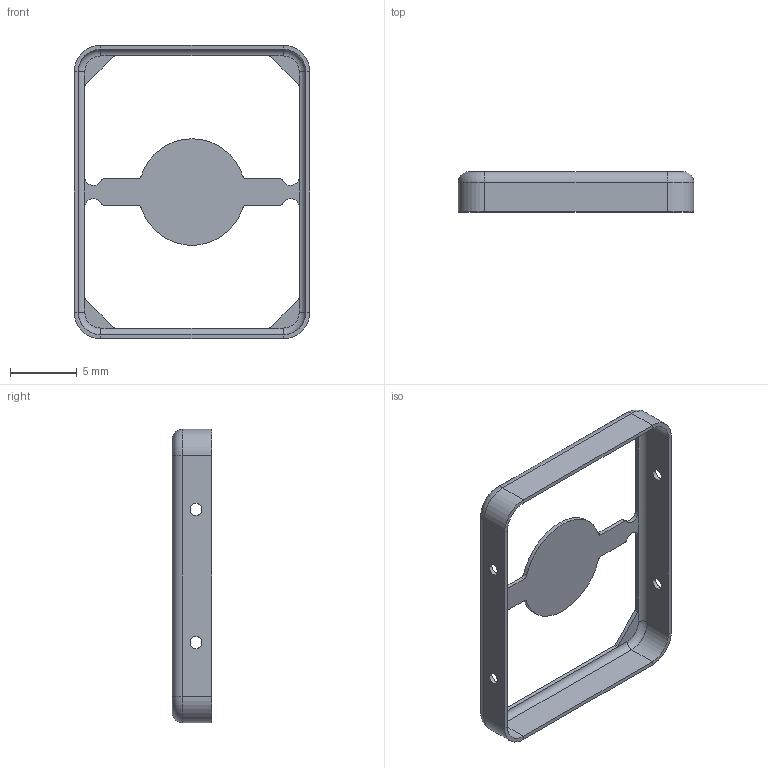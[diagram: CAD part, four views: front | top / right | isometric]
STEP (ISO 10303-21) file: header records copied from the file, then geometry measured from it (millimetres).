
FILE_DESCRIPTION (( 'STEP AP203' ), '1' );
FILE_NAME ('MS220-20F.step', '2020-11-05T09:16:21', ( '' ), ( '' ), 'SwSTEP 2.0', 'SolidWorks 2018', '' );
FILE_SCHEMA (( 'CONFIG_CONTROL_DESIGN' ));
Length unit declared in the file: millimetre
Products named in the file (1): MS220-20F
Bounding box: 17.7 x 3 x 22.05 mm (x, y, z)
Volume: 93.4 mm3; surface area: 679.4 mm2
Topology: 1 solids, 1 shells, 97 faces, 241 edges, 142 vertices
Faces by surface type: cylinder 49, plane 40, torus 8
Entity records: 2954 total; most frequent: DIRECTION 543, ORIENTED_EDGE 482, CARTESIAN_POINT 481, EDGE_CURVE 241, AXIS2_PLACEMENT_3D 204, VERTEX_POINT 142, VECTOR 135, LINE 135
